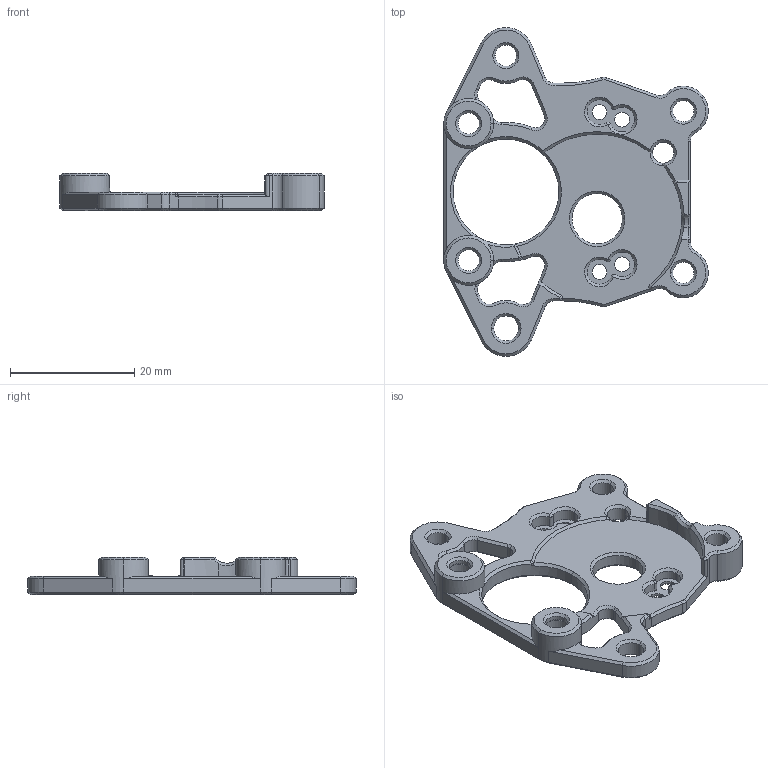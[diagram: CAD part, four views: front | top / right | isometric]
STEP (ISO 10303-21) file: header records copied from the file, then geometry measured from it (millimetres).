
FILE_DESCRIPTION (( 'STEP AP214' ), '1' );
FILE_NAME ('frenzy_p1_backwards_compatible_motor_frame.STEP', '2022-02-10T01:09:55', ( '' ), ( '' ), 'SwSTEP 2.0', 'SolidWorks 2021', '' );
FILE_SCHEMA (( 'AUTOMOTIVE_DESIGN' ));
Length unit declared in the file: millimetre
Products named in the file (1): frenzy_p1_backwards_compatible_motor_frame
Bounding box: 42.5 x 52.81 x 6 mm (x, y, z)
Volume: 3271.3 mm3; surface area: 3620.2 mm2
Topology: 1 solids, 1 shells, 314 faces, 770 edges, 456 vertices
Faces by surface type: cone 161, cylinder 91, plane 61, bspline 1
Entity records: 9782 total; most frequent: CARTESIAN_POINT 2134, DIRECTION 1727, ORIENTED_EDGE 1540, EDGE_CURVE 770, AXIS2_PLACEMENT_3D 683, VERTEX_POINT 456, CIRCLE 369, VECTOR 361
